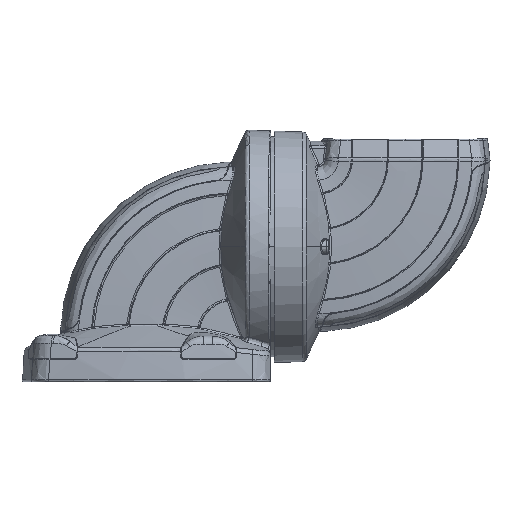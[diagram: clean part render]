
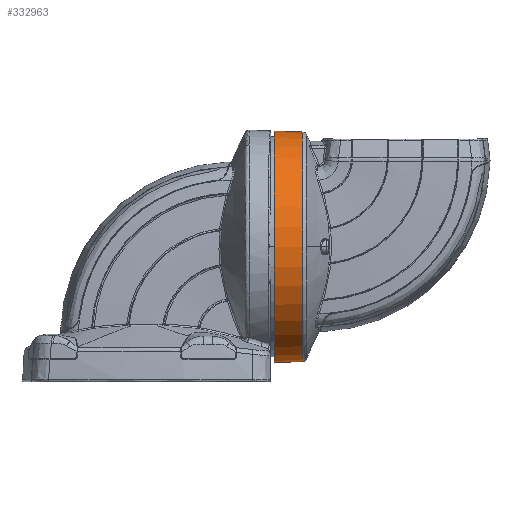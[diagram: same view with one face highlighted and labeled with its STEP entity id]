
A CAD part, left-side view. The second image highlights one B-rep face of the part: STEP entity #332963.
In plain terms, the highlighted conical face has half-angle 2 degrees and reference radius 54 mm.
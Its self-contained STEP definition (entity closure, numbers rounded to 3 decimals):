
#3426 = DIRECTION ( 'NONE',  ( 0., 1., 0. ) ) ;
#19859 = CARTESIAN_POINT ( 'NONE',  ( -15.278, -64.021, 188.402 ) ) ;
#33628 = DIRECTION ( 'NONE',  ( 0., 0., -1. ) ) ;
#35392 = CARTESIAN_POINT ( 'NONE',  ( -15.278, -62.53, 188.454 ) ) ;
#47402 = LINE ( 'NONE', #35392, #64075 ) ;
#49195 = ORIENTED_EDGE ( 'NONE', *, *, #49333, .T. ) ;
#49333 = EDGE_CURVE ( 'NONE', #58164, #219214, #208879, .T. ) ;
#50705 = CIRCLE ( 'NONE', #174543, 53.948 ) ;
#51923 = CONICAL_SURFACE ( 'NONE', #342856, 54., 0.035 ) ;
#53202 = ORIENTED_EDGE ( 'NONE', *, *, #98849, .T. ) ;
#58164 = VERTEX_POINT ( 'NONE', #289713 ) ;
#64075 = VECTOR ( 'NONE', #274502, 1000. ) ;
#68559 = EDGE_CURVE ( 'NONE', #90350, #143594, #50705, .T. ) ;
#77020 = FACE_OUTER_BOUND ( 'NONE', #298864, .T. ) ;
#90350 = VERTEX_POINT ( 'NONE', #211531 ) ;
#98849 = EDGE_CURVE ( 'NONE', #219214, #143594, #47402, .T. ) ;
#102665 = CARTESIAN_POINT ( 'NONE',  ( -15.278, -77.254, 134.454 ) ) ;
#129546 = DIRECTION ( 'NONE',  ( 0., 1., 0. ) ) ;
#140916 = CARTESIAN_POINT ( 'NONE',  ( -15.278, -64.021, 134.454 ) ) ;
#143594 = VERTEX_POINT ( 'NONE', #19859 ) ;
#146292 = ORIENTED_EDGE ( 'NONE', *, *, #286151, .F. ) ;
#154191 = CARTESIAN_POINT ( 'NONE',  ( -15.278, -62.53, 80.454 ) ) ;
#155104 = AXIS2_PLACEMENT_3D ( 'NONE', #102665, #129546, #157424 ) ;
#156353 = ORIENTED_EDGE ( 'NONE', *, *, #68559, .F. ) ;
#157424 = DIRECTION ( 'NONE',  ( 0., 0., 1. ) ) ;
#173386 = LINE ( 'NONE', #154191, #223322 ) ;
#174543 = AXIS2_PLACEMENT_3D ( 'NONE', #140916, #3426, #33628 ) ;
#175288 = CARTESIAN_POINT ( 'NONE',  ( -15.278, -62.53, 134.454 ) ) ;
#180618 = CARTESIAN_POINT ( 'NONE',  ( -15.278, -77.254, 187.94 ) ) ;
#208879 = CIRCLE ( 'NONE', #155104, 53.486 ) ;
#211531 = CARTESIAN_POINT ( 'NONE',  ( -15.278, -64.021, 80.506 ) ) ;
#219214 = VERTEX_POINT ( 'NONE', #180618 ) ;
#223322 = VECTOR ( 'NONE', #287168, 1000. ) ;
#274502 = DIRECTION ( 'NONE',  ( 0., 0.999, 0.035 ) ) ;
#283790 = DIRECTION ( 'NONE',  ( 0., 0., 1. ) ) ;
#286151 = EDGE_CURVE ( 'NONE', #58164, #90350, #173386, .T. ) ;
#287168 = DIRECTION ( 'NONE',  ( 0., 0.999, -0.035 ) ) ;
#289713 = CARTESIAN_POINT ( 'NONE',  ( -15.278, -77.254, 80.968 ) ) ;
#298864 = EDGE_LOOP ( 'NONE', ( #146292, #49195, #53202, #156353 ) ) ;
#309410 = DIRECTION ( 'NONE',  ( 0., 1., 0. ) ) ;
#332963 = ADVANCED_FACE ( 'NONE', ( #77020 ), #51923, .T. ) ;
#342856 = AXIS2_PLACEMENT_3D ( 'NONE', #175288, #309410, #283790 ) ;
